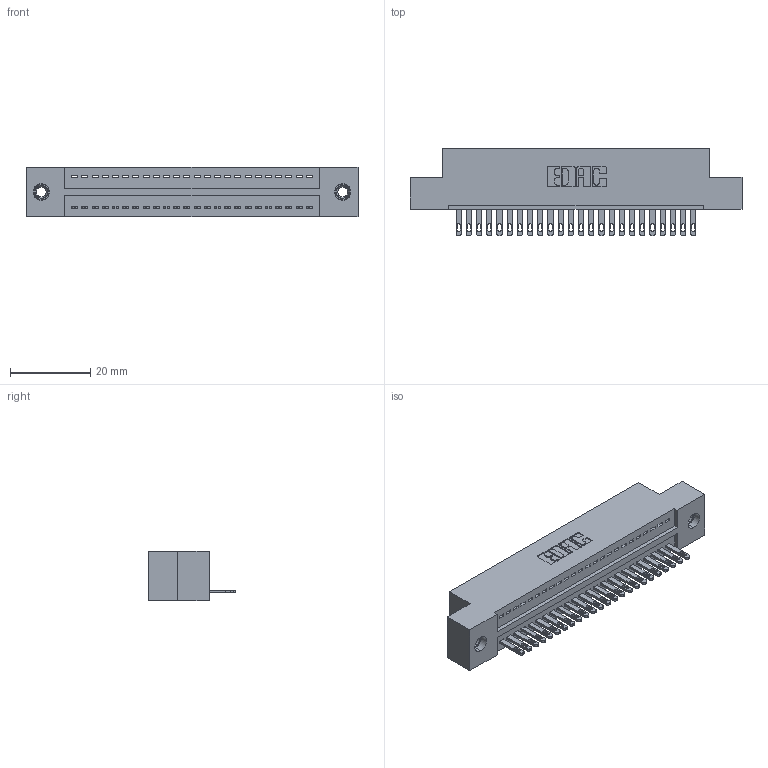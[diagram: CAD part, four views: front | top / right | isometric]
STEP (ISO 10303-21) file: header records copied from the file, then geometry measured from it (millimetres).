
FILE_DESCRIPTION (( 'STEP AP203' ), '1' );
FILE_NAME ('325-024-500-107.STEP', '2020-02-24T17:44:17', ( '' ), ( '' ), 'SwSTEP 2.0', 'SolidWorks 2016', '' );
FILE_SCHEMA (( 'CONFIG_CONTROL_DESIGN' ));
Length unit declared in the file: inch
Products named in the file (4): 345-250-001_345-250-005-103; 325-292-001_325-293-100; 325 Part_TI; 325-024-500-107
Assembly tree (27 placements, depth 2):
  325-024-500-107
    325 Part_TI
    325-292-001_325-293-100  x24
    345-250-001_345-250-005-103  x2
Bounding box: 82.68 x 21.84 x 12.45 mm (x, y, z)
Volume: 10355.7 mm3; surface area: 11091.6 mm2
Topology: 27 solids, 27 shells, 1470 faces, 4479 edges, 2978 vertices
Faces by surface type: plane 966, cylinder 488, cone 12, torus 4
Entity records: 18116 total; most frequent: CARTESIAN_POINT 3109, ORIENTED_EDGE 3062, DIRECTION 2693, EDGE_CURVE 1531, LINE 1379, VECTOR 1379, VERTEX_POINT 1016, AXIS2_PLACEMENT_3D 657
